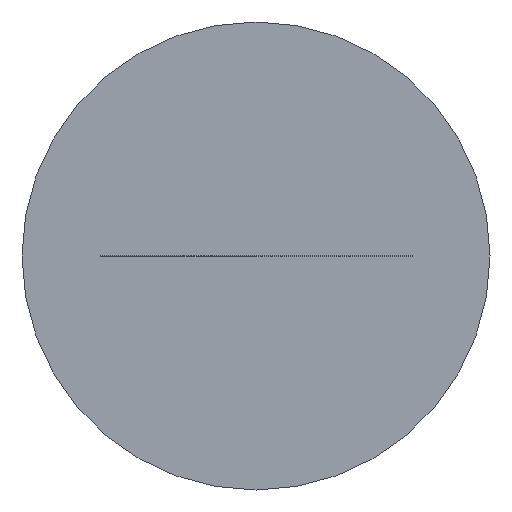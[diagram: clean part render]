
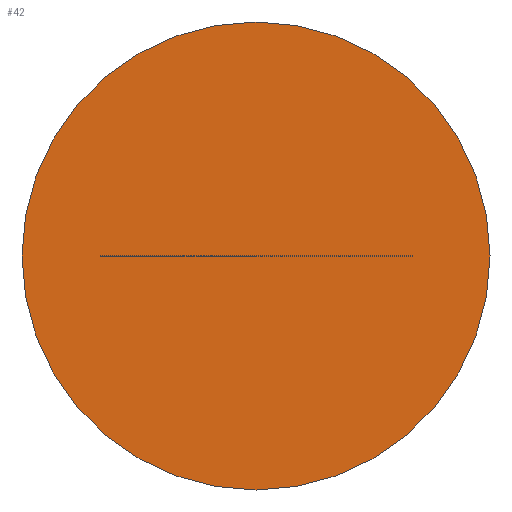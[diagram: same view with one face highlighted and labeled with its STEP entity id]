
A CAD part, front view. The second image highlights one B-rep face of the part: STEP entity #42.
In plain terms, the highlighted planar face has unit normal (0, -1, 0).
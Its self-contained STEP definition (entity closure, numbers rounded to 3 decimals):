
#4 = VERTEX_POINT ( 'NONE', #158 ) ;
#28 = VERTEX_POINT ( 'NONE', #259 ) ;
#42 = ADVANCED_FACE ( 'NONE', ( #43, #61 ), #45, .F. ) ;
#43 = FACE_OUTER_BOUND ( 'NONE', #231, .T. ) ;
#45 = PLANE ( 'NONE',  #51 ) ;
#51 = AXIS2_PLACEMENT_3D ( 'NONE', #216, #306, #89 ) ;
#60 = ORIENTED_EDGE ( 'NONE', *, *, #206, .F. ) ;
#61 = FACE_BOUND ( 'NONE', #229, .T. ) ;
#65 = CARTESIAN_POINT ( 'NONE',  ( -6., 0., -0.012 ) ) ;
#67 = CARTESIAN_POINT ( 'NONE',  ( -6., 0., -0.012 ) ) ;
#69 = CARTESIAN_POINT ( 'NONE',  ( 6., 0., -0.012 ) ) ;
#77 = VERTEX_POINT ( 'NONE', #191 ) ;
#87 = EDGE_CURVE ( 'NONE', #277, #77, #168, .T. ) ;
#89 = DIRECTION ( 'NONE',  ( 0., 0., 1. ) ) ;
#91 = CARTESIAN_POINT ( 'NONE',  ( -6., 0., 0.013 ) ) ;
#92 = LINE ( 'NONE', #221, #154 ) ;
#94 = DIRECTION ( 'NONE',  ( 0., 1., 0. ) ) ;
#96 = VECTOR ( 'NONE', #163, 1000. ) ;
#111 = CIRCLE ( 'NONE', #244, 9. ) ;
#112 = ORIENTED_EDGE ( 'NONE', *, *, #87, .T. ) ;
#123 = DIRECTION ( 'NONE',  ( 0., 0., 1. ) ) ;
#126 = VERTEX_POINT ( 'NONE', #217 ) ;
#131 = ORIENTED_EDGE ( 'NONE', *, *, #177, .T. ) ;
#153 = VERTEX_POINT ( 'NONE', #194 ) ;
#154 = VECTOR ( 'NONE', #198, 1000. ) ;
#158 = CARTESIAN_POINT ( 'NONE',  ( 0., 0., 9. ) ) ;
#159 = EDGE_CURVE ( 'NONE', #77, #153, #213, .T. ) ;
#163 = DIRECTION ( 'NONE',  ( 0., 0., 1. ) ) ;
#167 = DIRECTION ( 'NONE',  ( -1., 0., 0. ) ) ;
#168 = LINE ( 'NONE', #65, #305 ) ;
#176 = CARTESIAN_POINT ( 'NONE',  ( 0., 0., 0. ) ) ;
#177 = EDGE_CURVE ( 'NONE', #153, #126, #218, .T. ) ;
#189 = ORIENTED_EDGE ( 'NONE', *, *, #268, .T. ) ;
#191 = CARTESIAN_POINT ( 'NONE',  ( -6., 0., -0.012 ) ) ;
#194 = CARTESIAN_POINT ( 'NONE',  ( -6., 0., 0.013 ) ) ;
#198 = DIRECTION ( 'NONE',  ( 0., 0., -1. ) ) ;
#206 = EDGE_CURVE ( 'NONE', #28, #4, #111, .T. ) ;
#213 = LINE ( 'NONE', #67, #96 ) ;
#216 = CARTESIAN_POINT ( 'NONE',  ( 0., 0., 0. ) ) ;
#217 = CARTESIAN_POINT ( 'NONE',  ( 6., 0., 0.013 ) ) ;
#218 = LINE ( 'NONE', #91, #285 ) ;
#221 = CARTESIAN_POINT ( 'NONE',  ( 6., 0., -0.012 ) ) ;
#229 = EDGE_LOOP ( 'NONE', ( #189, #112, #251, #131 ) ) ;
#231 = EDGE_LOOP ( 'NONE', ( #60, #272 ) ) ;
#233 = CIRCLE ( 'NONE', #300, 9. ) ;
#234 = DIRECTION ( 'NONE',  ( 1., 0., 0. ) ) ;
#244 = AXIS2_PLACEMENT_3D ( 'NONE', #290, #94, #123 ) ;
#245 = DIRECTION ( 'NONE',  ( 0., 1., 0. ) ) ;
#251 = ORIENTED_EDGE ( 'NONE', *, *, #159, .T. ) ;
#259 = CARTESIAN_POINT ( 'NONE',  ( 0., 0., -9. ) ) ;
#268 = EDGE_CURVE ( 'NONE', #126, #277, #92, .T. ) ;
#272 = ORIENTED_EDGE ( 'NONE', *, *, #297, .F. ) ;
#277 = VERTEX_POINT ( 'NONE', #69 ) ;
#285 = VECTOR ( 'NONE', #234, 1000. ) ;
#290 = CARTESIAN_POINT ( 'NONE',  ( 0., 0., 0. ) ) ;
#297 = EDGE_CURVE ( 'NONE', #4, #28, #233, .T. ) ;
#300 = AXIS2_PLACEMENT_3D ( 'NONE', #176, #245, #310 ) ;
#305 = VECTOR ( 'NONE', #167, 1000. ) ;
#306 = DIRECTION ( 'NONE',  ( 0., 1., 0. ) ) ;
#310 = DIRECTION ( 'NONE',  ( 0., 0., 1. ) ) ;
